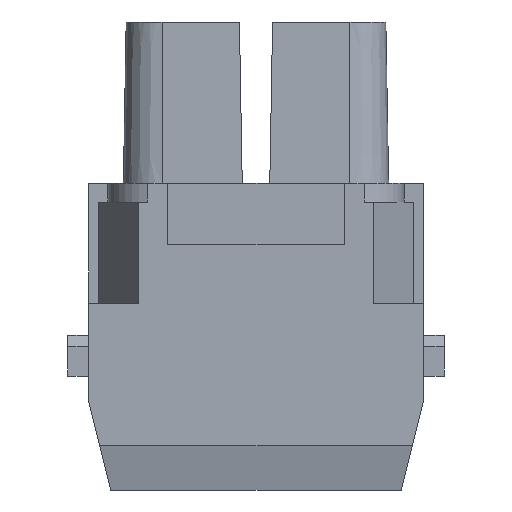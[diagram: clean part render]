
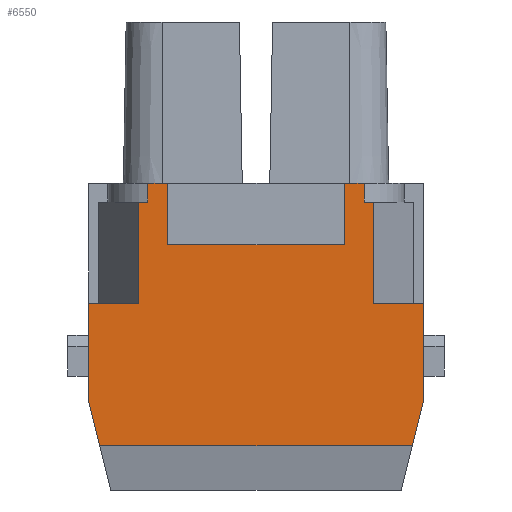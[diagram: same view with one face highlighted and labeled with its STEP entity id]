
A CAD part, left-side view. The second image highlights one B-rep face of the part: STEP entity #6550.
In plain terms, the highlighted face is planar.
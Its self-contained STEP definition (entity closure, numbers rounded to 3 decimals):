
#1660=CARTESIAN_POINT('',(44.3,15.7,39.689));
#1670=VERTEX_POINT('',#1660);
#1700=CARTESIAN_POINT('',(30.15,15.7,39.689));
#1710=DIRECTION('',(-1.,0.,0.));
#1720=VECTOR('',#1710,1.);
#1730=LINE('',#1700,#1720);
#1740=CARTESIAN_POINT('',(16.,15.7,39.689));
#1750=VERTEX_POINT('',#1740);
#1760=EDGE_CURVE('',#1670,#1750,#1730,.T.);
#5130=CARTESIAN_POINT('',(30.15,15.7,29.8));
#5140=DIRECTION('',(0.,-1.,0.));
#5150=DIRECTION('',(0.,0.,1.));
#5160=AXIS2_PLACEMENT_3D('',#5130,#5140,#5150);
#5170=PLANE('',#5160);
#5180=CARTESIAN_POINT('',(46.292,15.7,31.7));
#5190=DIRECTION('',(0.242,0.,
-0.97));
#5200=VECTOR('',#5190,1.);
#5210=LINE('',#5180,#5200);
#5220=CARTESIAN_POINT('',(45.3,15.7,35.678));
#5230=VERTEX_POINT('',#5220);
#5240=EDGE_CURVE('',#1670,#5230,#5210,.T.);
#5250=ORIENTED_EDGE('',*,*,#5240,.F.);
#5260=CARTESIAN_POINT('',(45.3,15.7,31.7));
#5270=DIRECTION('',(0.,0.,-1.));
#5280=VECTOR('',#5270,1.);
#5290=LINE('',#5260,#5280);
#5300=CARTESIAN_POINT('',(45.3,15.7,26.8));
#5310=VERTEX_POINT('',#5300);
#5320=EDGE_CURVE('',#5230,#5310,#5290,.T.);
#5330=ORIENTED_EDGE('',*,*,#5320,.F.);
#5340=CARTESIAN_POINT('',(17.288,15.7,26.8));
#5350=DIRECTION('',(-1.,0.,0.));
#5360=VECTOR('',#5350,1.);
#5370=LINE('',#5340,#5360);
#5380=CARTESIAN_POINT('',(40.768,15.7,26.8));
#5390=VERTEX_POINT('',#5380);
#5400=EDGE_CURVE('',#5310,#5390,#5370,.T.);
#5410=ORIENTED_EDGE('',*,*,#5400,.F.);
#5420=CARTESIAN_POINT('',(40.768,15.7,0.05));
#5430=DIRECTION('',(0.,0.,-1.));
#5440=VECTOR('',#5430,1.);
#5450=LINE('',#5420,#5440);
#5460=CARTESIAN_POINT('',(40.768,15.7,17.65));
#5470=VERTEX_POINT('',#5460);
#5480=EDGE_CURVE('',#5390,#5470,#5450,.T.);
#5490=ORIENTED_EDGE('',*,*,#5480,.F.);
#5500=CARTESIAN_POINT('',(0.,15.7,17.65));
#5510=DIRECTION('',(1.,0.,0.));
#5520=VECTOR('',#5510,1.);
#5530=LINE('',#5500,#5520);
#5540=CARTESIAN_POINT('',(39.95,15.7,17.65));
#5550=VERTEX_POINT('',#5540);
#5560=EDGE_CURVE('',#5550,#5470,#5530,.T.);
#5570=ORIENTED_EDGE('',*,*,#5560,.T.);
#5580=CARTESIAN_POINT('',(39.95,15.7,0.05));
#5590=DIRECTION('',(0.,0.,-1.));
#5600=VECTOR('',#5590,1.);
#5610=LINE('',#5580,#5600);
#5620=CARTESIAN_POINT('',(39.95,15.7,15.95));
#5630=VERTEX_POINT('',#5620);
#5640=EDGE_CURVE('',#5550,#5630,#5610,.T.);
#5650=ORIENTED_EDGE('',*,*,#5640,.F.);
#5660=CARTESIAN_POINT('',(0.,15.7,15.95));
#5670=DIRECTION('',(-1.,0.,0.));
#5680=VECTOR('',#5670,1.);
#5690=LINE('',#5660,#5680);
#5700=CARTESIAN_POINT('',(38.15,15.7,15.95));
#5710=VERTEX_POINT('',#5700);
#5720=EDGE_CURVE('',#5630,#5710,#5690,.T.);
#5730=ORIENTED_EDGE('',*,*,#5720,.F.);
#5740=CARTESIAN_POINT('',(38.15,15.7,31.7));
#5750=DIRECTION('',(0.,0.,1.));
#5760=VECTOR('',#5750,1.);
#5770=LINE('',#5740,#5760);
#5780=CARTESIAN_POINT('',(38.15,15.7,21.5));
#5790=VERTEX_POINT('',#5780);
#5800=EDGE_CURVE('',#5710,#5790,#5770,.T.);
#5810=ORIENTED_EDGE('',*,*,#5800,.F.);
#5820=CARTESIAN_POINT('',(17.288,15.7,21.5));
#5830=DIRECTION('',(1.,0.,0.));
#5840=VECTOR('',#5830,1.);
#5850=LINE('',#5820,#5840);
#5860=CARTESIAN_POINT('',(22.15,15.7,21.5));
#5870=VERTEX_POINT('',#5860);
#5880=EDGE_CURVE('',#5870,#5790,#5850,.T.);
#5890=ORIENTED_EDGE('',*,*,#5880,.T.);
#5900=CARTESIAN_POINT('',(22.15,15.7,31.7));
#5910=DIRECTION('',(0.,0.,-1.));
#5920=VECTOR('',#5910,1.);
#5930=LINE('',#5900,#5920);
#5940=CARTESIAN_POINT('',(22.15,15.7,15.95));
#5950=VERTEX_POINT('',#5940);
#5960=EDGE_CURVE('',#5870,#5950,#5930,.T.);
#5970=ORIENTED_EDGE('',*,*,#5960,.F.);
#5980=CARTESIAN_POINT('',(0.,15.7,15.95));
#5990=DIRECTION('',(1.,0.,0.));
#6000=VECTOR('',#5990,1.);
#6010=LINE('',#5980,#6000);
#6020=CARTESIAN_POINT('',(20.35,15.7,15.95));
#6030=VERTEX_POINT('',#6020);
#6040=EDGE_CURVE('',#6030,#5950,#6010,.T.);
#6050=ORIENTED_EDGE('',*,*,#6040,.T.);
#6060=CARTESIAN_POINT('',(20.35,15.7,0.05));
#6070=DIRECTION('',(0.,0.,1.));
#6080=VECTOR('',#6070,1.);
#6090=LINE('',#6060,#6080);
#6100=CARTESIAN_POINT('',(20.35,15.7,17.65));
#6110=VERTEX_POINT('',#6100);
#6120=EDGE_CURVE('',#6030,#6110,#6090,.T.);
#6130=ORIENTED_EDGE('',*,*,#6120,.F.);
#6140=CARTESIAN_POINT('',(0.,15.7,17.65));
#6150=DIRECTION('',(1.,0.,0.));
#6160=VECTOR('',#6150,1.);
#6170=LINE('',#6140,#6160);
#6180=CARTESIAN_POINT('',(19.532,15.7,17.65));
#6190=VERTEX_POINT('',#6180);
#6200=EDGE_CURVE('',#6190,#6110,#6170,.T.);
#6210=ORIENTED_EDGE('',*,*,#6200,.T.);
#6220=CARTESIAN_POINT('',(19.532,15.7,0.05));
#6230=DIRECTION('',(0.,0.,-1.));
#6240=VECTOR('',#6230,1.);
#6250=LINE('',#6220,#6240);
#6260=CARTESIAN_POINT('',(19.532,15.7,26.8));
#6270=VERTEX_POINT('',#6260);
#6280=EDGE_CURVE('',#6270,#6190,#6250,.T.);
#6290=ORIENTED_EDGE('',*,*,#6280,.T.);
#6300=CARTESIAN_POINT('',(17.288,15.7,26.8));
#6310=DIRECTION('',(-1.,0.,0.));
#6320=VECTOR('',#6310,1.);
#6330=LINE('',#6300,#6320);
#6340=CARTESIAN_POINT('',(15.,15.7,26.8));
#6350=VERTEX_POINT('',#6340);
#6360=EDGE_CURVE('',#6270,#6350,#6330,.T.);
#6370=ORIENTED_EDGE('',*,*,#6360,.F.);
#6380=CARTESIAN_POINT('',(15.,15.7,31.7));
#6390=DIRECTION('',(0.,0.,-1.));
#6400=VECTOR('',#6390,1.);
#6410=LINE('',#6380,#6400);
#6420=CARTESIAN_POINT('',(15.,15.7,35.678));
#6430=VERTEX_POINT('',#6420);
#6440=EDGE_CURVE('',#6430,#6350,#6410,.T.);
#6450=ORIENTED_EDGE('',*,*,#6440,.T.);
#6460=CARTESIAN_POINT('',(14.008,15.7,31.7));
#6470=DIRECTION('',(0.242,0.,
0.97));
#6480=VECTOR('',#6470,1.);
#6490=LINE('',#6460,#6480);
#6500=EDGE_CURVE('',#6430,#1750,#6490,.T.);
#6510=ORIENTED_EDGE('',*,*,#6500,.F.);
#6520=ORIENTED_EDGE('',*,*,#1760,.T.);
#6530=EDGE_LOOP('',(#6520,#6510,#6450,#6370,#6290,#6210,#6130,#6050,
#5970,#5890,#5810,#5730,#5650,#5570,#5490,#5410,#5330,#5250));
#6540=FACE_OUTER_BOUND('',#6530,.T.);
#6550=ADVANCED_FACE('',(#6540),#5170,.T.);
